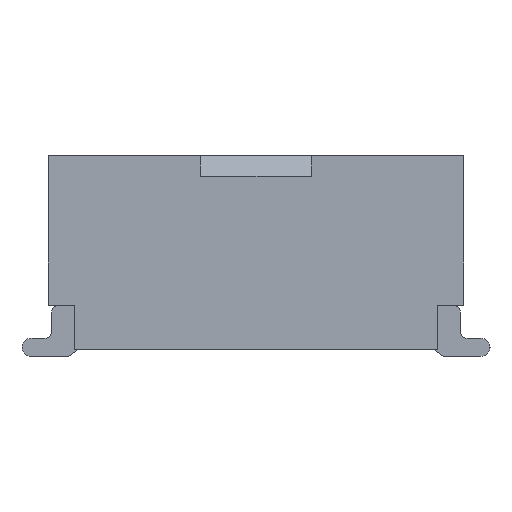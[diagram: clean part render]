
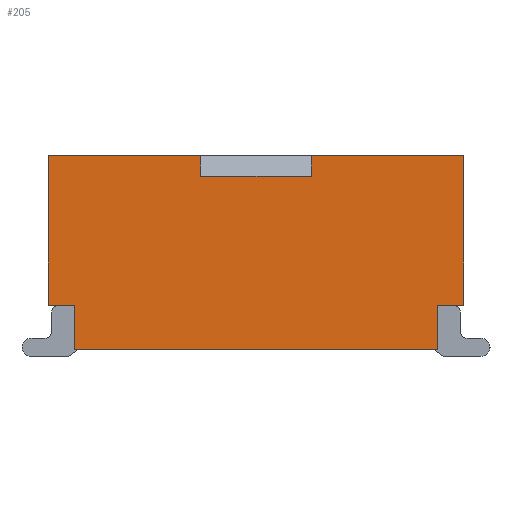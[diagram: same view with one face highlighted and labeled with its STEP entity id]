
A CAD part, left-side view. The second image highlights one B-rep face of the part: STEP entity #205.
In plain terms, the highlighted planar face has unit normal (-1, 0, 0).
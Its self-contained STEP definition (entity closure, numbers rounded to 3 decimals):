
#102=CARTESIAN_POINT('',(-6.3,0.,0.));
#103=DIRECTION('',(0.,0.,-1.));
#104=DIRECTION('',(-1.,-0.,-0.));
#105=AXIS2_PLACEMENT_3D('',#102,#104,#103);
#106=PLANE('',#105);
#107=CARTESIAN_POINT('',(-6.3,-1.31,-0.379));
#108=VERTEX_POINT('',#107);
#109=CARTESIAN_POINT('',(-6.3,-1.5,-0.38));
#110=VERTEX_POINT('',#109);
#111=CARTESIAN_POINT('',(-6.3,-1.31,-0.379));
#112=DIRECTION('',(0.,-1.,-0.005));
#113=VECTOR('',#112,0.19);
#114=LINE('',#111,#113);
#115=EDGE_CURVE('',#108,#110,#114,.T.);
#116=ORIENTED_EDGE('',*,*,#115,.T.);
#117=CARTESIAN_POINT('',(-6.3,-1.5,0.7));
#118=VERTEX_POINT('',#117);
#119=CARTESIAN_POINT('',(-6.3,-1.5,-0.38));
#120=DIRECTION('',(0.,0.,1.));
#121=VECTOR('',#120,1.08);
#122=LINE('',#119,#121);
#123=EDGE_CURVE('',#110,#118,#122,.T.);
#124=ORIENTED_EDGE('',*,*,#123,.T.);
#125=CARTESIAN_POINT('',(-6.3,-0.4,0.7));
#126=VERTEX_POINT('',#125);
#127=CARTESIAN_POINT('',(-6.3,-1.5,0.7));
#128=DIRECTION('',(0.,1.,0.));
#129=VECTOR('',#128,1.1);
#130=LINE('',#127,#129);
#131=EDGE_CURVE('',#118,#126,#130,.T.);
#132=ORIENTED_EDGE('',*,*,#131,.T.);
#133=CARTESIAN_POINT('',(-6.3,-0.4,0.55));
#134=VERTEX_POINT('',#133);
#135=CARTESIAN_POINT('',(-6.3,-0.4,0.7));
#136=DIRECTION('',(0.,0.,-1.));
#137=VECTOR('',#136,0.15);
#138=LINE('',#135,#137);
#139=EDGE_CURVE('',#126,#134,#138,.T.);
#140=ORIENTED_EDGE('',*,*,#139,.T.);
#141=CARTESIAN_POINT('',(-6.3,0.4,0.55));
#142=VERTEX_POINT('',#141);
#143=CARTESIAN_POINT('',(-6.3,-0.4,0.55));
#144=DIRECTION('',(0.,1.,0.));
#145=VECTOR('',#144,0.8);
#146=LINE('',#143,#145);
#147=EDGE_CURVE('',#134,#142,#146,.T.);
#148=ORIENTED_EDGE('',*,*,#147,.T.);
#149=CARTESIAN_POINT('',(-6.3,0.4,0.7));
#150=VERTEX_POINT('',#149);
#151=CARTESIAN_POINT('',(-6.3,0.4,0.55));
#152=DIRECTION('',(0.,0.,1.));
#153=VECTOR('',#152,0.15);
#154=LINE('',#151,#153);
#155=EDGE_CURVE('',#142,#150,#154,.T.);
#156=ORIENTED_EDGE('',*,*,#155,.T.);
#157=CARTESIAN_POINT('',(-6.3,1.5,0.7));
#158=VERTEX_POINT('',#157);
#159=CARTESIAN_POINT('',(-6.3,0.4,0.7));
#160=DIRECTION('',(0.,1.,0.));
#161=VECTOR('',#160,1.1);
#162=LINE('',#159,#161);
#163=EDGE_CURVE('',#150,#158,#162,.T.);
#164=ORIENTED_EDGE('',*,*,#163,.T.);
#165=CARTESIAN_POINT('',(-6.3,1.5,-0.38));
#166=VERTEX_POINT('',#165);
#167=CARTESIAN_POINT('',(-6.3,1.5,0.7));
#168=DIRECTION('',(0.,0.,-1.));
#169=VECTOR('',#168,1.08);
#170=LINE('',#167,#169);
#171=EDGE_CURVE('',#158,#166,#170,.T.);
#172=ORIENTED_EDGE('',*,*,#171,.T.);
#173=CARTESIAN_POINT('',(-6.3,1.31,-0.379));
#174=VERTEX_POINT('',#173);
#175=CARTESIAN_POINT('',(-6.3,1.5,-0.38));
#176=DIRECTION('',(0.,-1.,0.005));
#177=VECTOR('',#176,0.19);
#178=LINE('',#175,#177);
#179=EDGE_CURVE('',#166,#174,#178,.T.);
#180=ORIENTED_EDGE('',*,*,#179,.T.);
#181=CARTESIAN_POINT('',(-6.3,1.31,-0.7));
#182=VERTEX_POINT('',#181);
#183=CARTESIAN_POINT('',(-6.3,1.31,-0.379));
#184=DIRECTION('',(0.,0.,-1.));
#185=VECTOR('',#184,0.321);
#186=LINE('',#183,#185);
#187=EDGE_CURVE('',#174,#182,#186,.T.);
#188=ORIENTED_EDGE('',*,*,#187,.T.);
#189=CARTESIAN_POINT('',(-6.3,-1.31,-0.7));
#190=VERTEX_POINT('',#189);
#191=CARTESIAN_POINT('',(-6.3,1.31,-0.7));
#192=DIRECTION('',(0.,-1.,0.));
#193=VECTOR('',#192,2.62);
#194=LINE('',#191,#193);
#195=EDGE_CURVE('',#182,#190,#194,.T.);
#196=ORIENTED_EDGE('',*,*,#195,.T.);
#197=CARTESIAN_POINT('',(-6.3,-1.31,-0.7));
#198=DIRECTION('',(0.,0.,1.));
#199=VECTOR('',#198,0.321);
#200=LINE('',#197,#199);
#201=EDGE_CURVE('',#190,#108,#200,.T.);
#202=ORIENTED_EDGE('',*,*,#201,.T.);
#203=EDGE_LOOP('',(#116,#124,#132,#140,#148,#156,#164,#172,#180,#188,#196,#202));
#204=FACE_OUTER_BOUND('',#203,.T.);
#205=ADVANCED_FACE('',(#204),#106,.T.);
